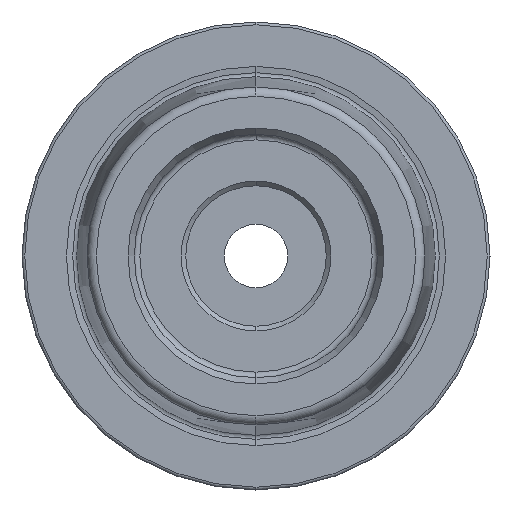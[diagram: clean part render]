
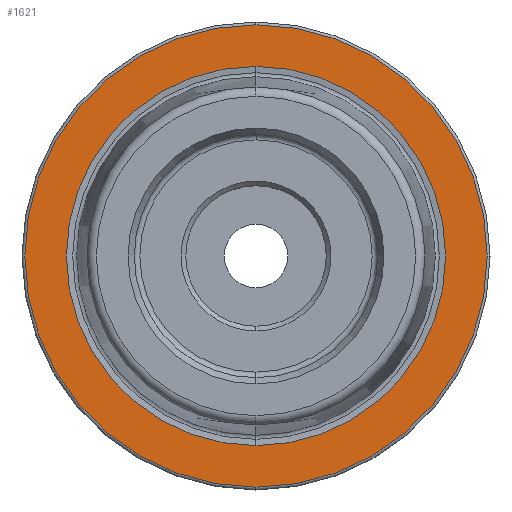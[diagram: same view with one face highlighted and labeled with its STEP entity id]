
A CAD part, left-side view. The second image highlights one B-rep face of the part: STEP entity #1621.
In plain terms, the highlighted planar face has unit normal (-1, 0, 0).
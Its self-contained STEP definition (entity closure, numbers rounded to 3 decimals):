
#8 = CARTESIAN_POINT ( 'NONE',  ( 0., 0., 0. ) ) ;
#28 = AXIS2_PLACEMENT_3D ( 'NONE', #922, #889, #2172 ) ;
#107 = AXIS2_PLACEMENT_3D ( 'NONE', #8, #631, #2565 ) ;
#182 = CARTESIAN_POINT ( 'NONE',  ( 0., 0., 24.7 ) ) ;
#279 = FACE_BOUND ( 'NONE', #3559, .T. ) ;
#310 = DIRECTION ( 'NONE',  ( 0., 0., 1. ) ) ;
#487 = CIRCLE ( 'NONE', #2225, 24.7 ) ;
#592 = EDGE_LOOP ( 'NONE', ( #2336, #1841 ) ) ;
#631 = DIRECTION ( 'NONE',  ( -1., 0., 0. ) ) ;
#821 = AXIS2_PLACEMENT_3D ( 'NONE', #3769, #2199, #3341 ) ;
#861 = CIRCLE ( 'NONE', #28, 20.258 ) ;
#889 = DIRECTION ( 'NONE',  ( -1., 0., 0. ) ) ;
#922 = CARTESIAN_POINT ( 'NONE',  ( 0., 0., 0. ) ) ;
#948 = EDGE_CURVE ( 'NONE', #3922, #2357, #487, .T. ) ;
#1014 = CARTESIAN_POINT ( 'NONE',  ( 0., 0., -24.7 ) ) ;
#1121 = DIRECTION ( 'NONE',  ( 0., 0., -1. ) ) ;
#1131 = CIRCLE ( 'NONE', #107, 24.7 ) ;
#1177 = VERTEX_POINT ( 'NONE', #2111 ) ;
#1450 = DIRECTION ( 'NONE',  ( 1., 0., 0. ) ) ;
#1470 = DIRECTION ( 'NONE',  ( -1., 0., 0. ) ) ;
#1621 = ADVANCED_FACE ( 'NONE', ( #279, #3661 ), #2687, .F. ) ;
#1841 = ORIENTED_EDGE ( 'NONE', *, *, #948, .T. ) ;
#2067 = CARTESIAN_POINT ( 'NONE',  ( 0., 24.7, 0. ) ) ;
#2111 = CARTESIAN_POINT ( 'NONE',  ( 0., 0., 20.258 ) ) ;
#2114 = AXIS2_PLACEMENT_3D ( 'NONE', #2067, #1450, #1121 ) ;
#2121 = CIRCLE ( 'NONE', #821, 20.258 ) ;
#2172 = DIRECTION ( 'NONE',  ( 0., 0., 1. ) ) ;
#2199 = DIRECTION ( 'NONE',  ( -1., 0., 0. ) ) ;
#2225 = AXIS2_PLACEMENT_3D ( 'NONE', #3601, #1470, #310 ) ;
#2336 = ORIENTED_EDGE ( 'NONE', *, *, #3288, .T. ) ;
#2357 = VERTEX_POINT ( 'NONE', #182 ) ;
#2565 = DIRECTION ( 'NONE',  ( 0., 0., 1. ) ) ;
#2592 = ORIENTED_EDGE ( 'NONE', *, *, #2799, .F. ) ;
#2635 = ORIENTED_EDGE ( 'NONE', *, *, #3273, .F. ) ;
#2687 = PLANE ( 'NONE',  #2114 ) ;
#2799 = EDGE_CURVE ( 'NONE', #1177, #3358, #2121, .T. ) ;
#3249 = CARTESIAN_POINT ( 'NONE',  ( 0., 0., -20.258 ) ) ;
#3273 = EDGE_CURVE ( 'NONE', #3358, #1177, #861, .T. ) ;
#3288 = EDGE_CURVE ( 'NONE', #2357, #3922, #1131, .T. ) ;
#3341 = DIRECTION ( 'NONE',  ( 0., 0., 1. ) ) ;
#3358 = VERTEX_POINT ( 'NONE', #3249 ) ;
#3559 = EDGE_LOOP ( 'NONE', ( #2592, #2635 ) ) ;
#3601 = CARTESIAN_POINT ( 'NONE',  ( 0., 0., 0. ) ) ;
#3661 = FACE_OUTER_BOUND ( 'NONE', #592, .T. ) ;
#3769 = CARTESIAN_POINT ( 'NONE',  ( 0., 0., 0. ) ) ;
#3922 = VERTEX_POINT ( 'NONE', #1014 ) ;
